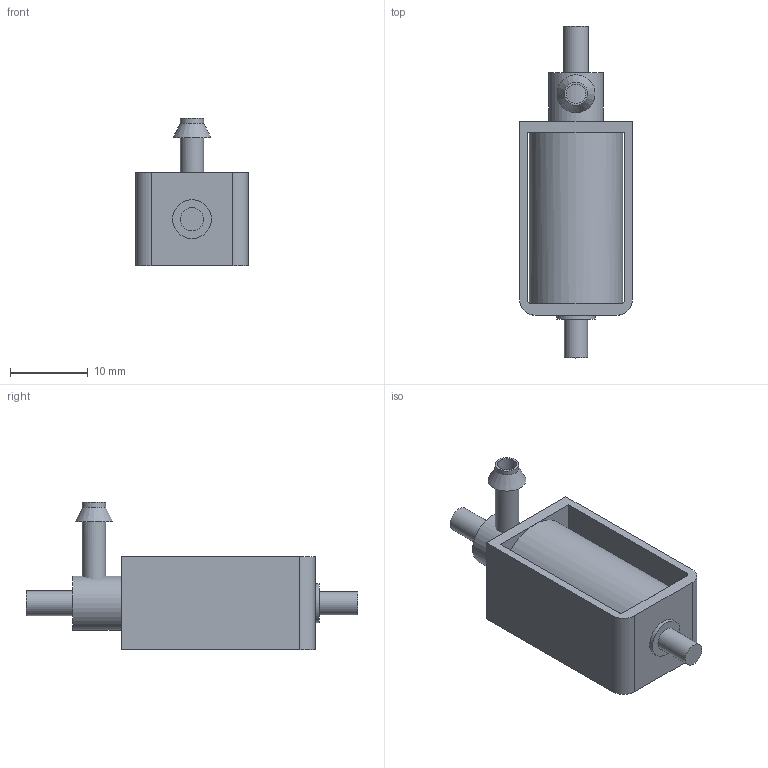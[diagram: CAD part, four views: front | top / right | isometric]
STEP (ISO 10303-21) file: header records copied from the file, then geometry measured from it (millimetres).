
FILE_DESCRIPTION(/* description */ (''),/* implementation_level */ '2;1');
FILE_NAME(/* name */ 'Solenoid_v3.step',/* time_stamp */ '2025-04-08T13:44:56-04:00',/* author */ (''),/* organization */ (''),/* preprocessor_version */ 'ST-DEVELOPER v20.1',/* originating_system */ 'Autodesk Translation Framework v14.4.0.0',/* authorisation */ '');
FILE_SCHEMA (('AUTOMOTIVE_DESIGN { 1 0 10303 214 3 1 1 }'));
Length unit declared in the file: millimetre
Products named in the file (1): Solenoid
Bounding box: 14.5 x 42.75 x 19 mm (x, y, z)
Volume: 3884.2 mm3; surface area: 2972.8 mm2
Topology: 2 solids, 2 shells, 34 faces, 74 edges, 47 vertices
Faces by surface type: plane 20, cylinder 13, cone 1
Full cylindrical faces by diameter (mm): 2.5 x1, 3 x3, 3.2 x1, 5 x1, 7 x1, 12 x1
Entity records: 1100 total; most frequent: CARTESIAN_POINT 242, DIRECTION 167, ORIENTED_EDGE 148, EDGE_CURVE 74, AXIS2_PLACEMENT_3D 62, VERTEX_POINT 47, EDGE_LOOP 43, LINE 43
